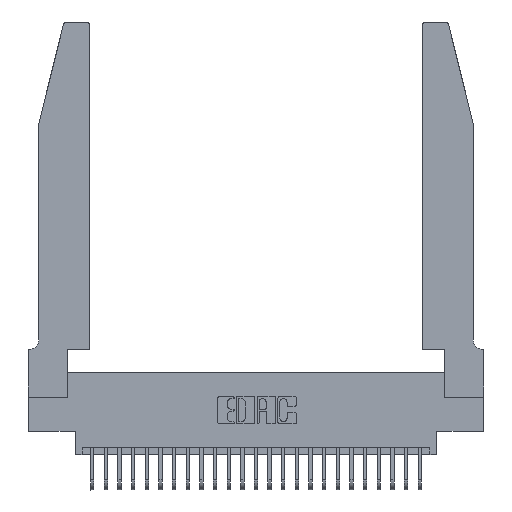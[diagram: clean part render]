
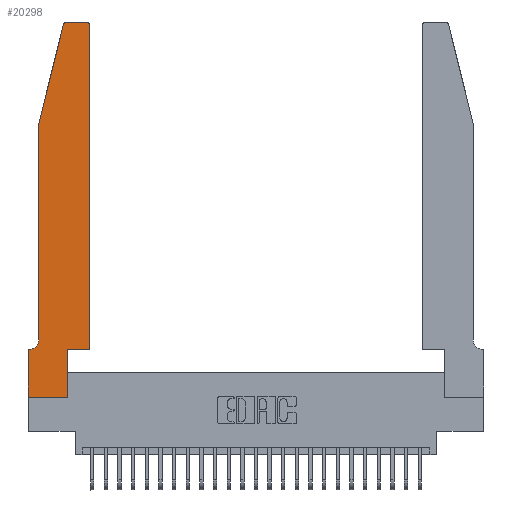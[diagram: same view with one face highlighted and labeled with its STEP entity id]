
A CAD part, top view. The second image highlights one B-rep face of the part: STEP entity #20298.
In plain terms, the highlighted planar face has unit normal (0, 0, 1).
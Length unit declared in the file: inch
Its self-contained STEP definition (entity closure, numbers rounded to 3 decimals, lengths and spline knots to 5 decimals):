
#34 = VERTEX_POINT ( 'NONE', #18523 ) ;
#127 = VECTOR ( 'NONE', #16107, 39.37008 ) ;
#178 = CARTESIAN_POINT ( 'NONE',  ( 0.2865, 0.35, 0.37 ) ) ;
#243 = EDGE_CURVE ( 'NONE', #12380, #8133, #2031, .T. ) ;
#752 = VECTOR ( 'NONE', #18347, 39.37008 ) ;
#961 = CARTESIAN_POINT ( 'NONE',  ( 0.0055, 0.35, 0.37 ) ) ;
#1090 = CARTESIAN_POINT ( 'NONE',  ( 0.2605, 2.75, 0.37 ) ) ;
#1239 = FACE_OUTER_BOUND ( 'NONE', #24812, .T. ) ;
#1289 = VERTEX_POINT ( 'NONE', #3287 ) ;
#2031 = CIRCLE ( 'NONE', #8948, 0.03 ) ;
#2059 = CIRCLE ( 'NONE', #23180, 0.03 ) ;
#2234 = CARTESIAN_POINT ( 'NONE',  ( 0.4505, 0.35, 0.37 ) ) ;
#2245 = CARTESIAN_POINT ( 'NONE',  ( 0.25487, 2.72718, 0.37 ) ) ;
#3019 = ORIENTED_EDGE ( 'NONE', *, *, #24209, .T. ) ;
#3201 = CARTESIAN_POINT ( 'NONE',  ( 0.0755, 2., 0.37 ) ) ;
#3287 = CARTESIAN_POINT ( 'NONE',  ( 0.4505, 2.72, 0.37 ) ) ;
#3636 = CARTESIAN_POINT ( 'NONE',  ( 0.0755, 0.35, 0.37 ) ) ;
#3878 = DIRECTION ( 'NONE',  ( -0.239, -0.971, 0. ) ) ;
#3931 = CARTESIAN_POINT ( 'NONE',  ( 0.4505, 0.35, 0.37 ) ) ;
#4262 = DIRECTION ( 'NONE',  ( 1., 0., 0. ) ) ;
#4657 = VECTOR ( 'NONE', #10418, 39.37008 ) ;
#4709 = DIRECTION ( 'NONE',  ( 0., 0., -1. ) ) ;
#4959 = LINE ( 'NONE', #9519, #9733 ) ;
#5157 = ORIENTED_EDGE ( 'NONE', *, *, #15093, .T. ) ;
#5335 = CARTESIAN_POINT ( 'NONE',  ( 0., 0.35, 0.37 ) ) ;
#5569 = ORIENTED_EDGE ( 'NONE', *, *, #6000, .T. ) ;
#5583 = VECTOR ( 'NONE', #21767, 39.37008 ) ;
#5988 = EDGE_CURVE ( 'NONE', #13620, #17025, #12181, .T. ) ;
#6000 = EDGE_CURVE ( 'NONE', #12709, #13620, #22264, .T. ) ;
#6318 = AXIS2_PLACEMENT_3D ( 'NONE', #16876, #4709, #18888 ) ;
#6323 = CARTESIAN_POINT ( 'NONE',  ( 0., 0., 0.37 ) ) ;
#6753 = ORIENTED_EDGE ( 'NONE', *, *, #9470, .T. ) ;
#6763 = VECTOR ( 'NONE', #4262, 39.37008 ) ;
#7379 = DIRECTION ( 'NONE',  ( 0., 0., 1. ) ) ;
#7720 = ORIENTED_EDGE ( 'NONE', *, *, #11399, .T. ) ;
#7798 = CARTESIAN_POINT ( 'NONE',  ( 0.4505, 0.35, 0.37 ) ) ;
#7892 = ORIENTED_EDGE ( 'NONE', *, *, #243, .T. ) ;
#8133 = VERTEX_POINT ( 'NONE', #2245 ) ;
#8242 = EDGE_CURVE ( 'NONE', #13517, #25252, #11096, .T. ) ;
#8948 = AXIS2_PLACEMENT_3D ( 'NONE', #25666, #25079, #21258 ) ;
#9470 = EDGE_CURVE ( 'NONE', #34, #12709, #20841, .T. ) ;
#9519 = CARTESIAN_POINT ( 'NONE',  ( 0.0755, 2., 0.37 ) ) ;
#9549 = CARTESIAN_POINT ( 'NONE',  ( 0.4205, 2.72, 0.37 ) ) ;
#9733 = VECTOR ( 'NONE', #23615, 39.37008 ) ;
#10317 = CARTESIAN_POINT ( 'NONE',  ( 0., 0.35, 0.37 ) ) ;
#10418 = DIRECTION ( 'NONE',  ( 1., 0., 0. ) ) ;
#10456 = EDGE_CURVE ( 'NONE', #8133, #22518, #13526, .T. ) ;
#10458 = ORIENTED_EDGE ( 'NONE', *, *, #8242, .T. ) ;
#10613 = CARTESIAN_POINT ( 'NONE',  ( 0.284, 2.75, 0.37 ) ) ;
#11091 = EDGE_CURVE ( 'NONE', #17025, #1289, #16342, .T. ) ;
#11096 = CIRCLE ( 'NONE', #6318, 0.07 ) ;
#11214 = DIRECTION ( 'NONE',  ( -1., 0., 0. ) ) ;
#11374 = CARTESIAN_POINT ( 'NONE',  ( 0., 0., 0.37 ) ) ;
#11399 = EDGE_CURVE ( 'NONE', #20385, #12380, #24727, .T. ) ;
#11595 = DIRECTION ( 'NONE',  ( 1., 0., 0. ) ) ;
#12181 = LINE ( 'NONE', #2234, #6763 ) ;
#12380 = VERTEX_POINT ( 'NONE', #10613 ) ;
#12709 = VERTEX_POINT ( 'NONE', #19814 ) ;
#13442 = PLANE ( 'NONE',  #19393 ) ;
#13517 = VERTEX_POINT ( 'NONE', #20446 ) ;
#13526 = LINE ( 'NONE', #22092, #23571 ) ;
#13620 = VERTEX_POINT ( 'NONE', #20621 ) ;
#14093 = VECTOR ( 'NONE', #11214, 39.37008 ) ;
#14839 = LINE ( 'NONE', #11374, #19573 ) ;
#15093 = EDGE_CURVE ( 'NONE', #25252, #23495, #25728, .T. ) ;
#15383 = DIRECTION ( 'NONE',  ( 0., -1., 0. ) ) ;
#15942 = EDGE_CURVE ( 'NONE', #1289, #20385, #2059, .T. ) ;
#16107 = DIRECTION ( 'NONE',  ( 0., 1., 0. ) ) ;
#16342 = LINE ( 'NONE', #3931, #127 ) ;
#16876 = CARTESIAN_POINT ( 'NONE',  ( 0.0055, 0.42, 0.37 ) ) ;
#17025 = VERTEX_POINT ( 'NONE', #7798 ) ;
#17736 = CARTESIAN_POINT ( 'NONE',  ( 0.4205, 2.75, 0.37 ) ) ;
#18347 = DIRECTION ( 'NONE',  ( 0., 1., 0. ) ) ;
#18523 = CARTESIAN_POINT ( 'NONE',  ( 0., 0., 0.37 ) ) ;
#18888 = DIRECTION ( 'NONE',  ( -1., 0., 0. ) ) ;
#19393 = AXIS2_PLACEMENT_3D ( 'NONE', #5335, #7379, #21537 ) ;
#19573 = VECTOR ( 'NONE', #15383, 39.37008 ) ;
#19814 = CARTESIAN_POINT ( 'NONE',  ( 0.2865, 0., 0.37 ) ) ;
#20298 = ADVANCED_FACE ( 'NONE', ( #1239 ), #13442, .T. ) ;
#20299 = ORIENTED_EDGE ( 'NONE', *, *, #5988, .T. ) ;
#20385 = VERTEX_POINT ( 'NONE', #17736 ) ;
#20446 = CARTESIAN_POINT ( 'NONE',  ( 0.0755, 0.42, 0.37 ) ) ;
#20621 = CARTESIAN_POINT ( 'NONE',  ( 0.2865, 0.35, 0.37 ) ) ;
#20841 = LINE ( 'NONE', #6323, #4657 ) ;
#21165 = ORIENTED_EDGE ( 'NONE', *, *, #24679, .T. ) ;
#21258 = DIRECTION ( 'NONE',  ( 1., 0., 0. ) ) ;
#21537 = DIRECTION ( 'NONE',  ( 1., 0., 0. ) ) ;
#21705 = ORIENTED_EDGE ( 'NONE', *, *, #15942, .T. ) ;
#21767 = DIRECTION ( 'NONE',  ( -1., 0., 0. ) ) ;
#22092 = CARTESIAN_POINT ( 'NONE',  ( 0.0755, 2., 0.37 ) ) ;
#22264 = LINE ( 'NONE', #178, #752 ) ;
#22518 = VERTEX_POINT ( 'NONE', #3201 ) ;
#23026 = ORIENTED_EDGE ( 'NONE', *, *, #10456, .T. ) ;
#23180 = AXIS2_PLACEMENT_3D ( 'NONE', #9549, #23642, #11595 ) ;
#23495 = VERTEX_POINT ( 'NONE', #10317 ) ;
#23571 = VECTOR ( 'NONE', #3878, 39.37008 ) ;
#23615 = DIRECTION ( 'NONE',  ( 0., -1., 0. ) ) ;
#23642 = DIRECTION ( 'NONE',  ( 0., 0., 1. ) ) ;
#24209 = EDGE_CURVE ( 'NONE', #22518, #13517, #4959, .T. ) ;
#24679 = EDGE_CURVE ( 'NONE', #23495, #34, #14839, .T. ) ;
#24727 = LINE ( 'NONE', #1090, #14093 ) ;
#24812 = EDGE_LOOP ( 'NONE', ( #7720, #7892, #23026, #3019, #10458, #5157, #21165, #6753, #5569, #20299, #25156, #21705 ) ) ;
#25079 = DIRECTION ( 'NONE',  ( 0., 0., 1. ) ) ;
#25156 = ORIENTED_EDGE ( 'NONE', *, *, #11091, .T. ) ;
#25252 = VERTEX_POINT ( 'NONE', #961 ) ;
#25666 = CARTESIAN_POINT ( 'NONE',  ( 0.284, 2.72, 0.37 ) ) ;
#25728 = LINE ( 'NONE', #3636, #5583 ) ;
